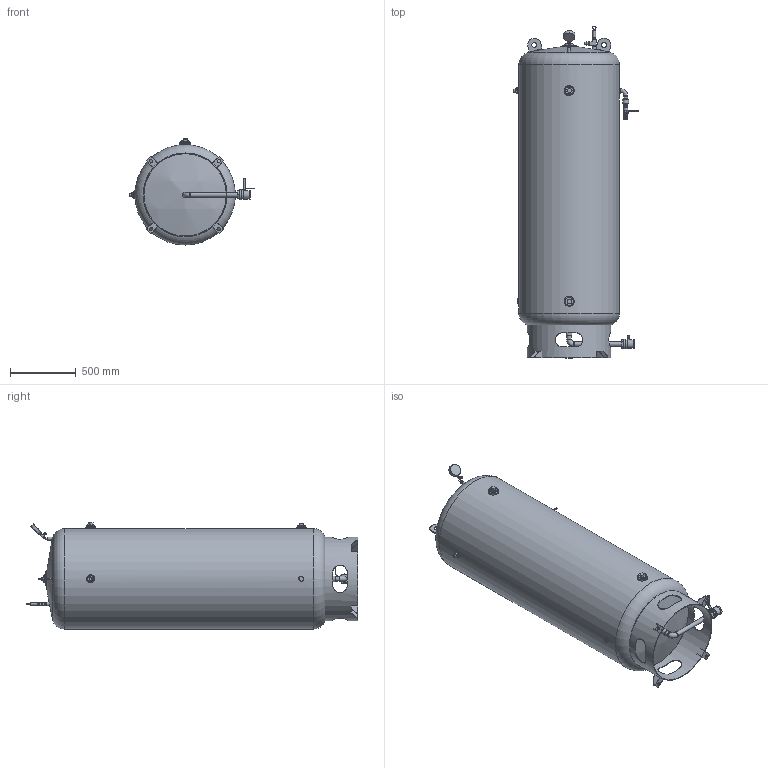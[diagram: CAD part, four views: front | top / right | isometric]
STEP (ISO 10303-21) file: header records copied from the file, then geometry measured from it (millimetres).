
FILE_DESCRIPTION(/* description */ (''),/* implementation_level */ '2;1');
FILE_NAME(/* name */ 'VORTEX_200 GALLON WATER TANK_SERIES 950.stp',/* time_stamp */ '2019-04-18T09:56:23+05:00',/* author */ ('vjadhav'),/* organization */ (''),/* preprocessor_version */ 'ST-DEVELOPER v16.1',/* originating_system */ 'Autodesk Inventor 2016',/* authorisation */ '');
FILE_SCHEMA (('AUTOMOTIVE_DESIGN { 1 0 10303 214 3 1 1 }'));
Length unit declared in the file: inch
Products named in the file (1): Victaulic-FP-Vortex 200 Gallon Series 950 Fire Suppression System Tan
k
Bounding box: 951.23 x 2517.73 x 805.18 mm (x, y, z)
Volume: 953568910 mm3; surface area: 6835761.4 mm2
Topology: 3 solids, 3 shells, 428 faces, 1035 edges, 670 vertices
Faces by surface type: plane 332, cylinder 82, torus 8, cone 3, sphere 2, bspline 1
Full cylindrical faces by diameter (mm): 5.08 x1, 13.716 x5, 15.24 x1, 16.51 x1, 21.336 x7, 26.67 x5, 27.94 x1, 30.48 x1, 31.75 x2, 33.02 x1, 33.401 x4, 35.56 x1, 38.1 x5, 42.164 x3, 43.18 x1, 45.72 x1, 50.8 x2, 55.88 x1, 60.96 x1, 63.5 x3, 69.85 x1, 73.66 x1, 76.2 x2, 88.9 x1, 104.696 x1, 624.84 x1, 635 x1, 762 x1
Entity records: 13597 total; most frequent: CARTESIAN_POINT 3574, DIRECTION 1943, ORIENTED_EDGE 1882, EDGE_CURVE 938, LINE 669, VECTOR 669, VERTEX_POINT 645, AXIS2_PLACEMENT_3D 637
